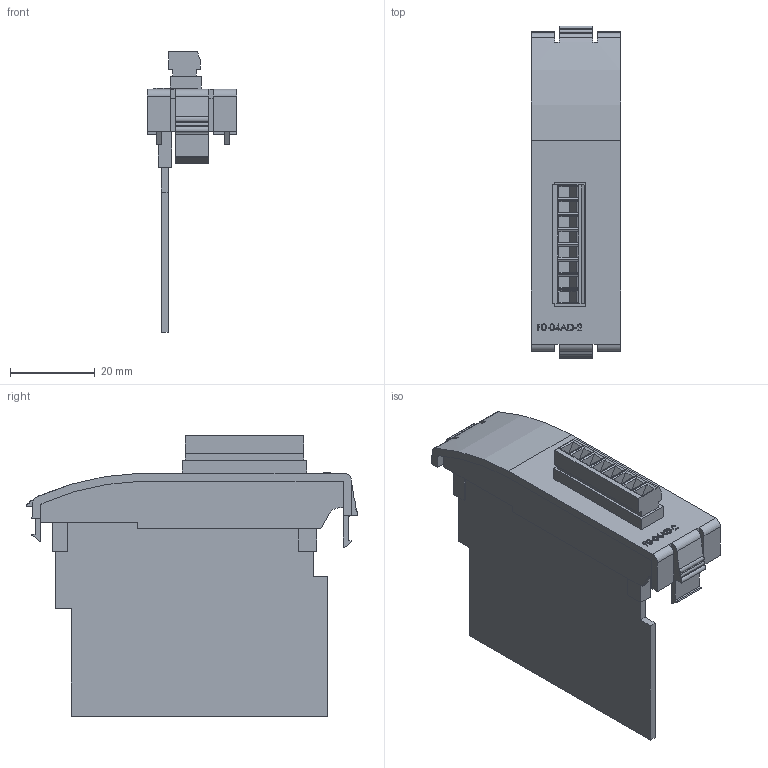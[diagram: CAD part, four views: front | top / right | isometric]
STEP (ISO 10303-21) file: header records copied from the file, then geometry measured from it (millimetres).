
FILE_DESCRIPTION (( 'STEP AP214' ), '1' );
FILE_NAME ('F0-04AD-2.STEP', '2011-02-02T20:24:24', ( '.ADC' ), ( 'ADC' ), 'SwSTEP 2.0', 'SolidWorks 2009', '' );
FILE_SCHEMA (( 'AUTOMOTIVE_DESIGN' ));
Length unit declared in the file: inch
Products named in the file (1): F0-04AD-2
Bounding box: 20.98 x 78.23 x 66.09 mm (x, y, z)
Volume: 12022.1 mm3; surface area: 14707.7 mm2
Topology: 2 solids, 2 shells, 314 faces, 842 edges, 554 vertices
Faces by surface type: plane 248, cylinder 35, bspline 31
Entity records: 14380 total; most frequent: CARTESIAN_POINT 4134, ORIENTED_EDGE 1684, DIRECTION 1431, EDGE_CURVE 842, VECTOR 697, LINE 697, VERTEX_POINT 554, AXIS2_PLACEMENT_3D 367
